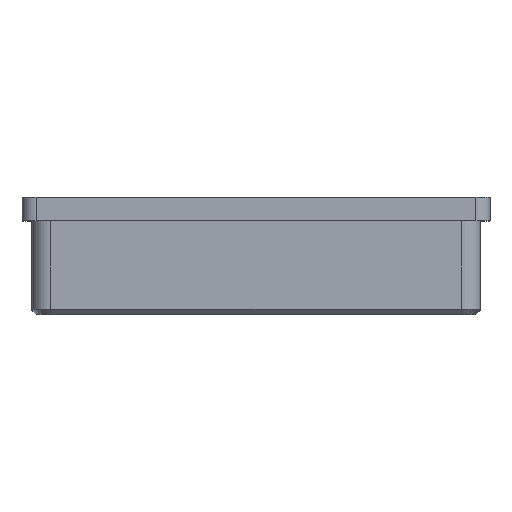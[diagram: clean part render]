
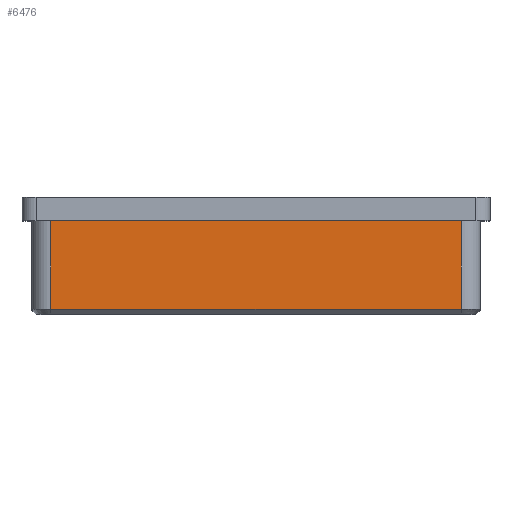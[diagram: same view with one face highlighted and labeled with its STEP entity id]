
A CAD part, top view. The second image highlights one B-rep face of the part: STEP entity #6476.
In plain terms, the highlighted planar face has unit normal (0, 0, 1).
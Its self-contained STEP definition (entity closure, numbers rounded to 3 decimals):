
#61 = DIRECTION ( 'NONE',  ( 1., 0., 0. ) ) ;
#63 = VECTOR ( 'NONE', #925, 1000. ) ;
#409 = DIRECTION ( 'NONE',  ( 0., 1., 0. ) ) ;
#603 = DIRECTION ( 'NONE',  ( 0., -1., 0. ) ) ;
#869 = ORIENTED_EDGE ( 'NONE', *, *, #17772, .T. ) ;
#903 = VERTEX_POINT ( 'NONE', #16320 ) ;
#925 = DIRECTION ( 'NONE',  ( -1., 0., 0. ) ) ;
#3251 = VECTOR ( 'NONE', #61, 1000. ) ;
#3495 = CARTESIAN_POINT ( 'NONE',  ( -47.9, 0., 47.9 ) ) ;
#3543 = LINE ( 'NONE', #3495, #63 ) ;
#3927 = VECTOR ( 'NONE', #603, 1000. ) ;
#4299 = LINE ( 'NONE', #11411, #6474 ) ;
#5110 = FACE_OUTER_BOUND ( 'NONE', #9391, .T. ) ;
#6474 = VECTOR ( 'NONE', #409, 1000. ) ;
#6476 = ADVANCED_FACE ( 'NONE', ( #5110 ), #6559, .F. ) ;
#6559 = PLANE ( 'NONE',  #7319 ) ;
#7319 = AXIS2_PLACEMENT_3D ( 'NONE', #14735, #16334, #10836 ) ;
#8056 = EDGE_CURVE ( 'NONE', #11578, #903, #3543, .T. ) ;
#8312 = ORIENTED_EDGE ( 'NONE', *, *, #8056, .T. ) ;
#8478 = CARTESIAN_POINT ( 'NONE',  ( 43.9, -19., 47.9 ) ) ;
#9391 = EDGE_LOOP ( 'NONE', ( #16371, #11603, #869, #8312 ) ) ;
#9807 = VERTEX_POINT ( 'NONE', #11026 ) ;
#10015 = CARTESIAN_POINT ( 'NONE',  ( 43.9, 0., 47.9 ) ) ;
#10836 = DIRECTION ( 'NONE',  ( -1., 0., 0. ) ) ;
#11026 = CARTESIAN_POINT ( 'NONE',  ( -43.9, -19., 47.9 ) ) ;
#11411 = CARTESIAN_POINT ( 'NONE',  ( 43.9, -20., 47.9 ) ) ;
#11578 = VERTEX_POINT ( 'NONE', #10015 ) ;
#11603 = ORIENTED_EDGE ( 'NONE', *, *, #15371, .T. ) ;
#12022 = CARTESIAN_POINT ( 'NONE',  ( -43.9, -20., 47.9 ) ) ;
#13509 = EDGE_CURVE ( 'NONE', #903, #9807, #16837, .T. ) ;
#14735 = CARTESIAN_POINT ( 'NONE',  ( -47.9, -20., 47.9 ) ) ;
#15371 = EDGE_CURVE ( 'NONE', #9807, #17454, #16133, .T. ) ;
#16094 = CARTESIAN_POINT ( 'NONE',  ( 43.9, -19., 47.9 ) ) ;
#16133 = LINE ( 'NONE', #8478, #3251 ) ;
#16320 = CARTESIAN_POINT ( 'NONE',  ( -43.9, 0., 47.9 ) ) ;
#16334 = DIRECTION ( 'NONE',  ( 0., 0., -1. ) ) ;
#16371 = ORIENTED_EDGE ( 'NONE', *, *, #13509, .T. ) ;
#16837 = LINE ( 'NONE', #12022, #3927 ) ;
#17454 = VERTEX_POINT ( 'NONE', #16094 ) ;
#17772 = EDGE_CURVE ( 'NONE', #17454, #11578, #4299, .T. ) ;
